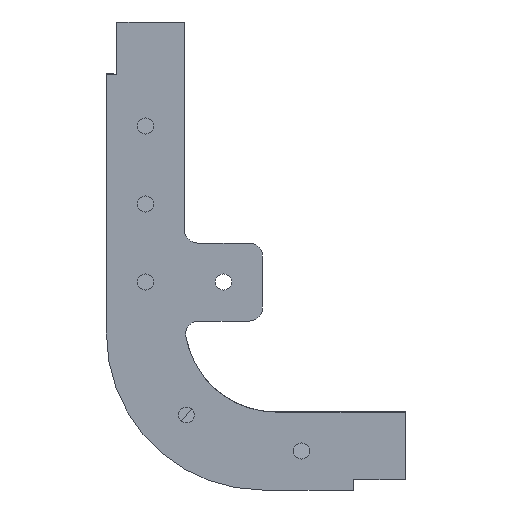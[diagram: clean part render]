
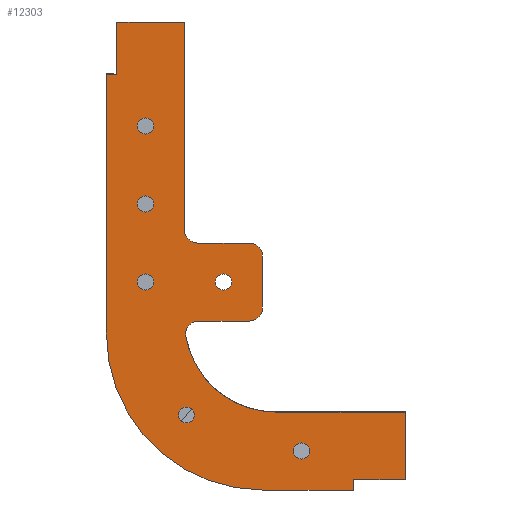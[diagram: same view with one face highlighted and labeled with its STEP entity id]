
A CAD part, front view. The second image highlights one B-rep face of the part: STEP entity #12303.
In plain terms, the highlighted planar face has unit normal (0, -1, 0).
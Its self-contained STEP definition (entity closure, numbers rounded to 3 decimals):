
#1027=FACE_BOUND('',#1939,.T.);
#1028=FACE_BOUND('',#1940,.T.);
#1029=FACE_BOUND('',#1941,.T.);
#1030=FACE_BOUND('',#1942,.T.);
#1031=FACE_BOUND('',#1943,.T.);
#1032=FACE_BOUND('',#1944,.T.);
#1189=FACE_OUTER_BOUND('',#1938,.T.);
#1938=EDGE_LOOP('',(#8706,#8707,#8708,#8709,#8710,#8711,#8712,#8713,#8714,
#8715,#8716,#8717,#8718,#8719,#8720,#8721,#8722,#8723,#8724));
#1939=EDGE_LOOP('',(#8725));
#1940=EDGE_LOOP('',(#8726));
#1941=EDGE_LOOP('',(#8727));
#1942=EDGE_LOOP('',(#8728));
#1943=EDGE_LOOP('',(#8729));
#1944=EDGE_LOOP('',(#8730));
#2662=CIRCLE('',#13026,3.1);
#2668=CIRCLE('',#13053,5.);
#2669=CIRCLE('',#13056,5.);
#2671=CIRCLE('',#13060,5.);
#2673=CIRCLE('',#13064,5.);
#2676=CIRCLE('',#13068,3.1);
#2678=CIRCLE('',#13071,3.1);
#2680=CIRCLE('',#13074,3.1);
#2693=CIRCLE('',#13154,35.);
#2694=CIRCLE('',#13156,60.);
#2695=CIRCLE('',#13157,3.05);
#2696=CIRCLE('',#13158,3.1);
#3195=LINE('',#18519,#4251);
#3213=LINE('',#18563,#4269);
#3217=LINE('',#18575,#4273);
#3219=LINE('',#18584,#4275);
#3227=LINE('',#18615,#4283);
#3229=LINE('',#18619,#4285);
#3231=LINE('',#18629,#4287);
#3233=LINE('',#18633,#4289);
#3339=LINE('',#18895,#4395);
#3340=LINE('',#18897,#4396);
#3341=LINE('',#18899,#4397);
#3342=LINE('',#18901,#4398);
#3343=LINE('',#18902,#4399);
#4251=VECTOR('',#14552,10.);
#4269=VECTOR('',#14584,10.);
#4273=VECTOR('',#14596,10.);
#4275=VECTOR('',#14606,10.);
#4283=VECTOR('',#14640,10.);
#4285=VECTOR('',#14644,10.);
#4287=VECTOR('',#14654,10.);
#4289=VECTOR('',#14658,10.);
#4395=VECTOR('',#14914,10.);
#4396=VECTOR('',#14915,10.);
#4397=VECTOR('',#14916,10.);
#4398=VECTOR('',#14917,10.);
#4399=VECTOR('',#14918,10.);
#5259=VERTEX_POINT('',#18389);
#5304=VERTEX_POINT('',#18516);
#5305=VERTEX_POINT('',#18518);
#5322=VERTEX_POINT('',#18555);
#5324=VERTEX_POINT('',#18560);
#5325=VERTEX_POINT('',#18565);
#5328=VERTEX_POINT('',#18572);
#5329=VERTEX_POINT('',#18577);
#5331=VERTEX_POINT('',#18583);
#5333=VERTEX_POINT('',#18589);
#5336=VERTEX_POINT('',#18597);
#5338=VERTEX_POINT('',#18603);
#5340=VERTEX_POINT('',#18609);
#5341=VERTEX_POINT('',#18613);
#5342=VERTEX_POINT('',#18617);
#5346=VERTEX_POINT('',#18627);
#5347=VERTEX_POINT('',#18631);
#5426=VERTEX_POINT('',#18888);
#5427=VERTEX_POINT('',#18892);
#5428=VERTEX_POINT('',#18894);
#5429=VERTEX_POINT('',#18896);
#5430=VERTEX_POINT('',#18898);
#5431=VERTEX_POINT('',#18900);
#5432=VERTEX_POINT('',#18903);
#5433=VERTEX_POINT('',#18905);
#6406=EDGE_CURVE('',#5259,#5259,#2662,.T.);
#6469=EDGE_CURVE('',#5305,#5304,#3195,.T.);
#6488=EDGE_CURVE('',#5305,#5322,#2668,.T.);
#6492=EDGE_CURVE('',#5324,#5322,#3213,.T.);
#6493=EDGE_CURVE('',#5324,#5325,#2669,.T.);
#6498=EDGE_CURVE('',#5328,#5325,#3217,.T.);
#6499=EDGE_CURVE('',#5328,#5329,#2671,.T.);
#6502=EDGE_CURVE('',#5331,#5329,#3219,.T.);
#6505=EDGE_CURVE('',#5331,#5333,#2673,.T.);
#6510=EDGE_CURVE('',#5336,#5336,#2676,.T.);
#6513=EDGE_CURVE('',#5338,#5338,#2678,.T.);
#6516=EDGE_CURVE('',#5340,#5340,#2680,.T.);
#6518=EDGE_CURVE('',#5304,#5341,#3227,.T.);
#6520=EDGE_CURVE('',#5341,#5342,#3229,.T.);
#6525=EDGE_CURVE('',#5342,#5346,#3231,.T.);
#6527=EDGE_CURVE('',#5346,#5347,#3233,.T.);
#6654=EDGE_CURVE('',#5426,#5333,#2693,.T.);
#6656=EDGE_CURVE('',#5347,#5427,#2694,.T.);
#6657=EDGE_CURVE('',#5427,#5428,#3339,.T.);
#6658=EDGE_CURVE('',#5428,#5429,#3340,.T.);
#6659=EDGE_CURVE('',#5429,#5430,#3341,.T.);
#6660=EDGE_CURVE('',#5430,#5431,#3342,.T.);
#6661=EDGE_CURVE('',#5431,#5426,#3343,.T.);
#6662=EDGE_CURVE('',#5432,#5432,#2695,.T.);
#6663=EDGE_CURVE('',#5433,#5433,#2696,.T.);
#8706=ORIENTED_EDGE('',*,*,#6654,.T.);
#8707=ORIENTED_EDGE('',*,*,#6505,.F.);
#8708=ORIENTED_EDGE('',*,*,#6502,.T.);
#8709=ORIENTED_EDGE('',*,*,#6499,.F.);
#8710=ORIENTED_EDGE('',*,*,#6498,.T.);
#8711=ORIENTED_EDGE('',*,*,#6493,.F.);
#8712=ORIENTED_EDGE('',*,*,#6492,.T.);
#8713=ORIENTED_EDGE('',*,*,#6488,.F.);
#8714=ORIENTED_EDGE('',*,*,#6469,.T.);
#8715=ORIENTED_EDGE('',*,*,#6518,.T.);
#8716=ORIENTED_EDGE('',*,*,#6520,.T.);
#8717=ORIENTED_EDGE('',*,*,#6525,.T.);
#8718=ORIENTED_EDGE('',*,*,#6527,.T.);
#8719=ORIENTED_EDGE('',*,*,#6656,.T.);
#8720=ORIENTED_EDGE('',*,*,#6657,.T.);
#8721=ORIENTED_EDGE('',*,*,#6658,.T.);
#8722=ORIENTED_EDGE('',*,*,#6659,.T.);
#8723=ORIENTED_EDGE('',*,*,#6660,.T.);
#8724=ORIENTED_EDGE('',*,*,#6661,.T.);
#8725=ORIENTED_EDGE('',*,*,#6662,.T.);
#8726=ORIENTED_EDGE('',*,*,#6406,.T.);
#8727=ORIENTED_EDGE('',*,*,#6510,.T.);
#8728=ORIENTED_EDGE('',*,*,#6513,.T.);
#8729=ORIENTED_EDGE('',*,*,#6516,.T.);
#8730=ORIENTED_EDGE('',*,*,#6663,.T.);
#12002=PLANE('',#13155);
#12303=ADVANCED_FACE('',(#1189,#1027,#1028,#1029,#1030,#1031,#1032),#12002,
 .F.);
#13026=AXIS2_PLACEMENT_3D('',#18391,#14448,#14449);
#13053=AXIS2_PLACEMENT_3D('',#18556,#14577,#14578);
#13056=AXIS2_PLACEMENT_3D('',#18566,#14587,#14588);
#13060=AXIS2_PLACEMENT_3D('',#18578,#14599,#14600);
#13064=AXIS2_PLACEMENT_3D('',#18590,#14611,#14612);
#13068=AXIS2_PLACEMENT_3D('',#18599,#14621,#14622);
#13071=AXIS2_PLACEMENT_3D('',#18605,#14628,#14629);
#13074=AXIS2_PLACEMENT_3D('',#18611,#14635,#14636);
#13154=AXIS2_PLACEMENT_3D('',#18889,#14907,#14908);
#13155=AXIS2_PLACEMENT_3D('',#18891,#14910,#14911);
#13156=AXIS2_PLACEMENT_3D('',#18893,#14912,#14913);
#13157=AXIS2_PLACEMENT_3D('',#18904,#14919,#14920);
#13158=AXIS2_PLACEMENT_3D('',#18906,#14921,#14922);
#14448=DIRECTION('center_axis',(0.,1.,0.));
#14449=DIRECTION('ref_axis',(1.,0.,0.));
#14552=DIRECTION('',(0.,0.,1.));
#14577=DIRECTION('center_axis',(0.,-1.,0.));
#14578=DIRECTION('ref_axis',(-0.707,0.,-0.707));
#14584=DIRECTION('',(-1.,0.,0.));
#14587=DIRECTION('center_axis',(0.,1.,0.));
#14588=DIRECTION('ref_axis',(0.707,0.,0.707));
#14596=DIRECTION('',(0.,0.,1.));
#14599=DIRECTION('center_axis',(0.,1.,0.));
#14600=DIRECTION('ref_axis',(0.707,0.,-0.707));
#14606=DIRECTION('',(1.,0.,0.));
#14611=DIRECTION('center_axis',(0.,-1.,0.));
#14612=DIRECTION('ref_axis',(-0.764,0.,0.645));
#14621=DIRECTION('center_axis',(0.,1.,0.));
#14622=DIRECTION('ref_axis',(1.,0.,0.));
#14628=DIRECTION('center_axis',(0.,1.,0.));
#14629=DIRECTION('ref_axis',(1.,0.,0.));
#14635=DIRECTION('center_axis',(0.,1.,0.));
#14636=DIRECTION('ref_axis',(1.,0.,0.));
#14640=DIRECTION('',(-1.,0.,0.));
#14644=DIRECTION('',(0.,0.,-1.));
#14654=DIRECTION('',(-1.,0.,0.));
#14658=DIRECTION('',(0.,0.,-1.));
#14907=DIRECTION('center_axis',(0.,1.,0.));
#14908=DIRECTION('ref_axis',(0.,0.,1.));
#14910=DIRECTION('center_axis',(0.,1.,0.));
#14911=DIRECTION('ref_axis',(0.,0.,1.));
#14912=DIRECTION('center_axis',(0.,-1.,0.));
#14913=DIRECTION('ref_axis',(0.,0.,-1.));
#14914=DIRECTION('',(1.,0.,0.));
#14915=DIRECTION('',(0.,0.,1.));
#14916=DIRECTION('',(1.,0.,0.));
#14917=DIRECTION('',(0.,0.,1.));
#14918=DIRECTION('',(-1.,0.,0.));
#14919=DIRECTION('center_axis',(0.,1.,0.));
#14920=DIRECTION('ref_axis',(1.,0.,0.));
#14921=DIRECTION('center_axis',(0.,1.,0.));
#14922=DIRECTION('ref_axis',(1.,0.,0.));
#18389=CARTESIAN_POINT('',(-45.6,-75.,50.));
#18391=CARTESIAN_POINT('Origin',(-42.5,-75.,50.));
#18516=CARTESIAN_POINT('',(-27.5,-75.,90.));
#18518=CARTESIAN_POINT('',(-27.5,-75.,10.));
#18519=CARTESIAN_POINT('',(-27.5,-75.,90.));
#18555=CARTESIAN_POINT('',(-22.5,-75.,5.));
#18556=CARTESIAN_POINT('Origin',(-22.5,-75.,10.));
#18560=CARTESIAN_POINT('',(-2.5,-75.,5.));
#18563=CARTESIAN_POINT('',(-27.5,-75.,5.));
#18565=CARTESIAN_POINT('',(2.5,-75.,0.));
#18566=CARTESIAN_POINT('Origin',(-2.5,-75.,0.));
#18572=CARTESIAN_POINT('',(2.5,-75.,-20.));
#18575=CARTESIAN_POINT('',(2.5,-75.,5.));
#18577=CARTESIAN_POINT('',(-2.5,-75.,-25.));
#18578=CARTESIAN_POINT('Origin',(-2.5,-75.,-20.));
#18583=CARTESIAN_POINT('',(-22.08,-75.,-25.));
#18584=CARTESIAN_POINT('',(2.5,-75.,-25.));
#18589=CARTESIAN_POINT('',(-27.01,-75.,-30.833));
#18590=CARTESIAN_POINT('Origin',(-22.08,-75.,-30.));
#18597=CARTESIAN_POINT('',(-45.6,-75.,-10.));
#18599=CARTESIAN_POINT('Origin',(-42.5,-75.,-10.));
#18603=CARTESIAN_POINT('',(-45.6,-75.,20.));
#18605=CARTESIAN_POINT('Origin',(-42.5,-75.,20.));
#18609=CARTESIAN_POINT('',(-15.6,-75.,-10.));
#18611=CARTESIAN_POINT('Origin',(-12.5,-75.,-10.));
#18613=CARTESIAN_POINT('',(-53.5,-75.,90.));
#18615=CARTESIAN_POINT('',(-57.5,-75.,90.));
#18617=CARTESIAN_POINT('',(-53.5,-75.,70.));
#18619=CARTESIAN_POINT('',(-53.5,-75.,18.75));
#18627=CARTESIAN_POINT('',(-57.5,-75.,70.));
#18629=CARTESIAN_POINT('',(-33.75,-75.,70.));
#18631=CARTESIAN_POINT('',(-57.5,-75.,-30.));
#18633=CARTESIAN_POINT('',(-57.5,-75.,-90.));
#18888=CARTESIAN_POINT('',(7.5,-75.,-60.));
#18889=CARTESIAN_POINT('Origin',(7.5,-75.,-25.));
#18891=CARTESIAN_POINT('Origin',(-10.,-75.,-42.5));
#18892=CARTESIAN_POINT('',(2.5,-75.,-90.));
#18893=CARTESIAN_POINT('Origin',(2.5,-75.,-30.));
#18894=CARTESIAN_POINT('',(37.5,-75.,-90.));
#18895=CARTESIAN_POINT('',(57.5,-75.,-90.));
#18896=CARTESIAN_POINT('',(37.5,-75.,-86.));
#18897=CARTESIAN_POINT('',(37.5,-75.,-66.25));
#18898=CARTESIAN_POINT('',(57.5,-75.,-86.));
#18899=CARTESIAN_POINT('',(18.75,-75.,-86.));
#18900=CARTESIAN_POINT('',(57.5,-75.,-60.));
#18901=CARTESIAN_POINT('',(57.5,-75.,-60.));
#18902=CARTESIAN_POINT('',(-27.5,-75.,-60.));
#18903=CARTESIAN_POINT('',(-29.823,-75.,-61.142));
#18904=CARTESIAN_POINT('Origin',(-26.773,-75.,-61.142));
#18905=CARTESIAN_POINT('',(14.4,-75.,-75.));
#18906=CARTESIAN_POINT('Origin',(17.5,-75.,-75.));
